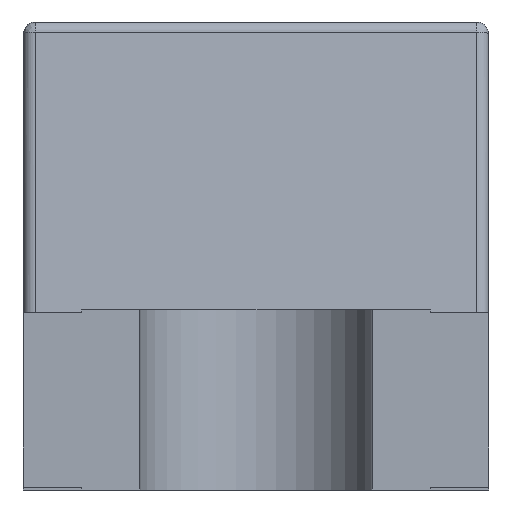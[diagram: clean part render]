
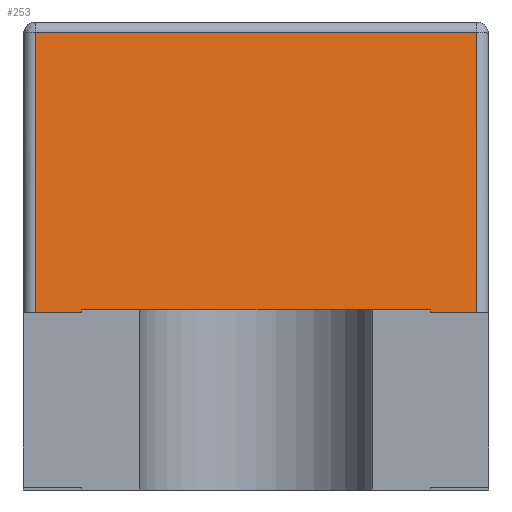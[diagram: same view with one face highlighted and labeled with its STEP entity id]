
A CAD part, left-side view. The second image highlights one B-rep face of the part: STEP entity #253.
In plain terms, the highlighted planar face has unit normal (-0.993, 0, 0.122).
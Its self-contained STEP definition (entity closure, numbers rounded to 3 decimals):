
#18 = ORIENTED_EDGE ( 'NONE', *, *, #1865, .T. ) ;
#33 = CARTESIAN_POINT ( 'NONE',  ( -0.5, 0., -0.505 ) ) ;
#35 = VERTEX_POINT ( 'NONE', #487 ) ;
#48 = VERTEX_POINT ( 'NONE', #1624 ) ;
#106 = VERTEX_POINT ( 'NONE', #974 ) ;
#108 = VERTEX_POINT ( 'NONE', #139 ) ;
#131 = CARTESIAN_POINT ( 'NONE',  ( -0.5, 0., -0.505 ) ) ;
#139 = CARTESIAN_POINT ( 'NONE',  ( -0.5, -0.38, -0.505 ) ) ;
#192 = CARTESIAN_POINT ( 'NONE',  ( -0.5, 0.3, -0.505 ) ) ;
#221 = AXIS2_PLACEMENT_3D ( 'NONE', #404, #1055, #1369 ) ;
#253 = ADVANCED_FACE ( 'NONE', ( #1540 ), #1875, .T. ) ;
#309 = EDGE_CURVE ( 'NONE', #1482, #1400, #720, .T. ) ;
#334 = DIRECTION ( 'NONE',  ( 0., 1., 0. ) ) ;
#356 = DIRECTION ( 'NONE',  ( 0., -1., 0. ) ) ;
#404 = CARTESIAN_POINT ( 'NONE',  ( -0.5, 0., -0.505 ) ) ;
#472 = LINE ( 'NONE', #1289, #1402 ) ;
#487 = CARTESIAN_POINT ( 'NONE',  ( -0.441, -0.38, -0.023 ) ) ;
#507 = VECTOR ( 'NONE', #1820, 1000. ) ;
#508 = EDGE_CURVE ( 'NONE', #48, #106, #1792, .T. ) ;
#550 = ORIENTED_EDGE ( 'NONE', *, *, #1077, .T. ) ;
#578 = CARTESIAN_POINT ( 'NONE',  ( -0.5, -0.3, -0.505 ) ) ;
#584 = ORIENTED_EDGE ( 'NONE', *, *, #1778, .T. ) ;
#641 = VECTOR ( 'NONE', #725, 1000. ) ;
#656 = CARTESIAN_POINT ( 'NONE',  ( -0.5, 0.38, -0.505 ) ) ;
#705 = ORIENTED_EDGE ( 'NONE', *, *, #309, .F. ) ;
#720 = LINE ( 'NONE', #1573, #1959 ) ;
#725 = DIRECTION ( 'NONE',  ( -0.122, 0., -0.993 ) ) ;
#778 = VECTOR ( 'NONE', #1290, 1000. ) ;
#789 = EDGE_CURVE ( 'NONE', #35, #1400, #852, .T. ) ;
#852 = LINE ( 'NONE', #1311, #1773 ) ;
#920 = VERTEX_POINT ( 'NONE', #578 ) ;
#974 = CARTESIAN_POINT ( 'NONE',  ( -0.499, 0.3, -0.5 ) ) ;
#1038 = LINE ( 'NONE', #1690, #641 ) ;
#1055 = DIRECTION ( 'NONE',  ( -0.993, 0., 0.122 ) ) ;
#1073 = CARTESIAN_POINT ( 'NONE',  ( -0.441, 0.38, -0.023 ) ) ;
#1077 = EDGE_CURVE ( 'NONE', #108, #35, #472, .T. ) ;
#1142 = LINE ( 'NONE', #131, #778 ) ;
#1150 = LINE ( 'NONE', #33, #2132 ) ;
#1202 = DIRECTION ( 'NONE',  ( 0.122, 0., 0.993 ) ) ;
#1231 = EDGE_CURVE ( 'NONE', #920, #108, #1150, .T. ) ;
#1289 = CARTESIAN_POINT ( 'NONE',  ( -0.5, -0.38, -0.505 ) ) ;
#1290 = DIRECTION ( 'NONE',  ( 0., -1., 0. ) ) ;
#1311 = CARTESIAN_POINT ( 'NONE',  ( -0.441, 0., -0.023 ) ) ;
#1369 = DIRECTION ( 'NONE',  ( 0., 1., 0. ) ) ;
#1400 = VERTEX_POINT ( 'NONE', #1073 ) ;
#1402 = VECTOR ( 'NONE', #2115, 1000. ) ;
#1482 = VERTEX_POINT ( 'NONE', #656 ) ;
#1528 = CARTESIAN_POINT ( 'NONE',  ( -0.5, 0.3, -0.505 ) ) ;
#1540 = FACE_OUTER_BOUND ( 'NONE', #1548, .T. ) ;
#1548 = EDGE_LOOP ( 'NONE', ( #1641, #550, #1797, #705, #18, #584, #2041, #2016 ) ) ;
#1573 = CARTESIAN_POINT ( 'NONE',  ( -0.5, 0.38, -0.505 ) ) ;
#1624 = CARTESIAN_POINT ( 'NONE',  ( -0.499, -0.3, -0.5 ) ) ;
#1630 = CARTESIAN_POINT ( 'NONE',  ( -0.499, 0., -0.5 ) ) ;
#1641 = ORIENTED_EDGE ( 'NONE', *, *, #1231, .T. ) ;
#1690 = CARTESIAN_POINT ( 'NONE',  ( -0.5, -0.3, -0.505 ) ) ;
#1725 = EDGE_CURVE ( 'NONE', #48, #920, #1038, .T. ) ;
#1745 = VECTOR ( 'NONE', #2005, 1000. ) ;
#1773 = VECTOR ( 'NONE', #334, 1000. ) ;
#1778 = EDGE_CURVE ( 'NONE', #2052, #106, #1871, .T. ) ;
#1792 = LINE ( 'NONE', #1630, #507 ) ;
#1797 = ORIENTED_EDGE ( 'NONE', *, *, #789, .T. ) ;
#1820 = DIRECTION ( 'NONE',  ( 0., 1., 0. ) ) ;
#1865 = EDGE_CURVE ( 'NONE', #1482, #2052, #1142, .T. ) ;
#1871 = LINE ( 'NONE', #192, #1745 ) ;
#1875 = PLANE ( 'NONE',  #221 ) ;
#1959 = VECTOR ( 'NONE', #1202, 1000. ) ;
#2005 = DIRECTION ( 'NONE',  ( 0.122, 0., 0.993 ) ) ;
#2016 = ORIENTED_EDGE ( 'NONE', *, *, #1725, .T. ) ;
#2041 = ORIENTED_EDGE ( 'NONE', *, *, #508, .F. ) ;
#2052 = VERTEX_POINT ( 'NONE', #1528 ) ;
#2115 = DIRECTION ( 'NONE',  ( 0.122, 0., 0.993 ) ) ;
#2132 = VECTOR ( 'NONE', #356, 1000. ) ;
